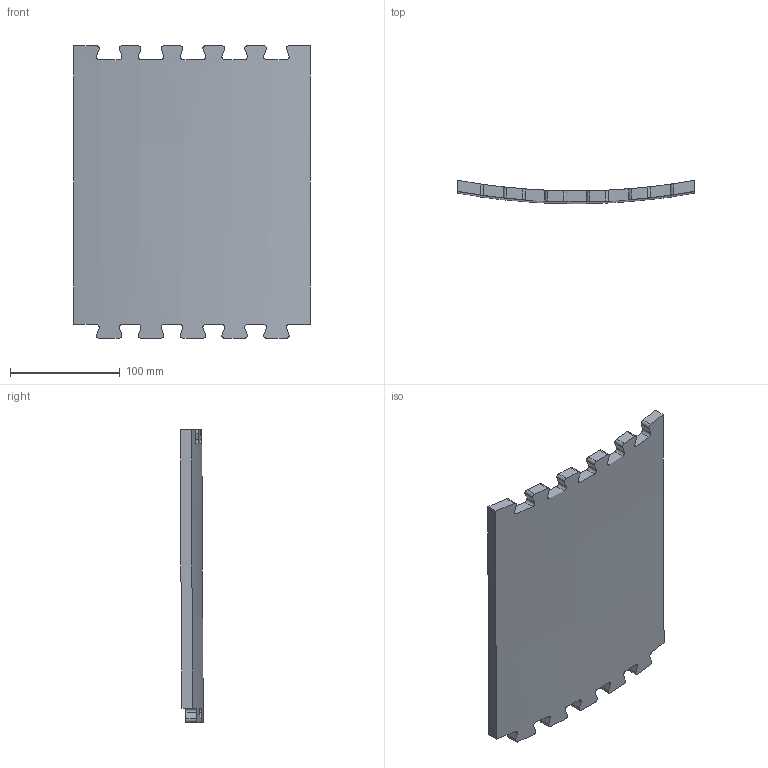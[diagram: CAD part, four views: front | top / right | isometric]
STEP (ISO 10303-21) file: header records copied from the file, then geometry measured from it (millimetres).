
FILE_DESCRIPTION(/* description */ (''),/* implementation_level */ '2;1');
FILE_NAME(/* name */ 'rear bridge.stp',/* time_stamp */ '2024-06-13T00:37:56-07:00',/* author */ ('devan'),/* organization */ (''),/* preprocessor_version */ 'ST-DEVELOPER v20',/* originating_system */ 'Autodesk Inventor 2024',/* authorisation */ '');
FILE_SCHEMA (('AUTOMOTIVE_DESIGN { 1 0 10303 214 3 1 1 }'));
Length unit declared in the file: inch
Products named in the file (1): 36
Bounding box: 215.9 x 20.8 x 266.7 mm (x, y, z)
Volume: 548395.1 mm3; surface area: 122321.7 mm2
Topology: 1 solids, 1 shells, 86 faces, 252 edges, 168 vertices
Faces by surface type: plane 44, cylinder 40, torus 2
Entity records: 3833 total; most frequent: CARTESIAN_POINT 1823, ORIENTED_EDGE 504, DIRECTION 266, EDGE_CURVE 252, VERTEX_POINT 168, B_SPLINE_CURVE_WITH_KNOTS 164, AXIS2_PLACEMENT_3D 91, FACE_OUTER_BOUND 86
